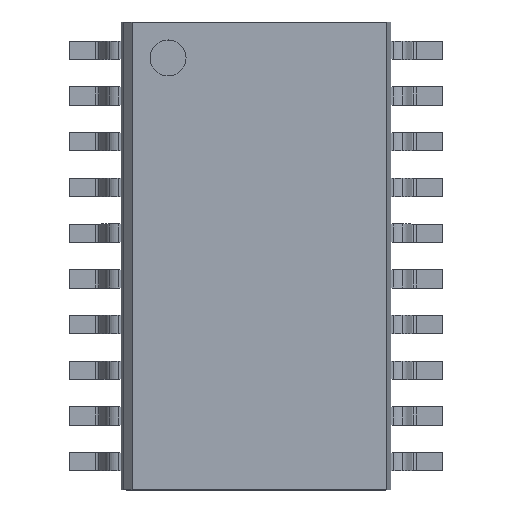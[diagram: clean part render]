
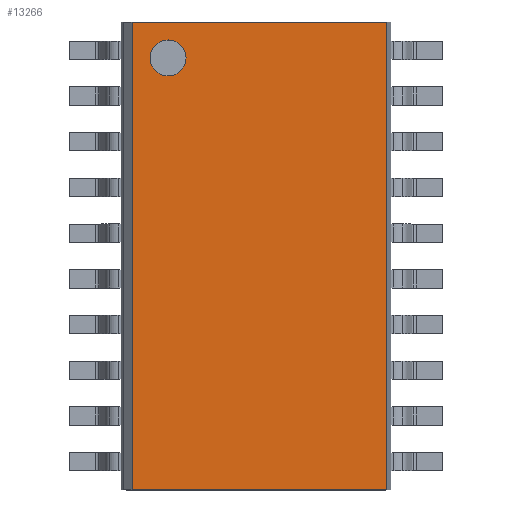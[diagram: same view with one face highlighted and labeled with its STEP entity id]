
A CAD part, top view. The second image highlights one B-rep face of the part: STEP entity #13266.
In plain terms, the highlighted planar face has unit normal (0, 0, 1).
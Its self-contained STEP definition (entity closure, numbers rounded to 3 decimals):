
#13021=CARTESIAN_POINT('',(-1.943,5.5,1.68));
#13022=VERTEX_POINT('',#13021);
#13038=CARTESIAN_POINT('',(-2.943,5.5,1.68));
#13039=VERTEX_POINT('',#13038);
#13046=CARTESIAN_POINT('',(-2.443,5.5,1.68));
#13047=DIRECTION('',(0.0,0.0,-1.0));
#13048=DIRECTION('',(1.0,0.0,0.0));
#13049=AXIS2_PLACEMENT_3D('',#13046,#13047,#13048);
#13050=CIRCLE('',#13049,0.5);
#13051=EDGE_CURVE('',#13022,#13039,#13050,.T.);
#13062=CARTESIAN_POINT('',(-2.443,5.5,1.68));
#13063=DIRECTION('',(0.0,0.0,-1.0));
#13064=DIRECTION('',(1.0,0.0,0.0));
#13065=AXIS2_PLACEMENT_3D('',#13062,#13063,#13064);
#13066=CIRCLE('',#13065,0.5);
#13067=EDGE_CURVE('',#13039,#13022,#13066,.T.);
#13206=CARTESIAN_POINT('',(-3.443,-6.5,1.68));
#13207=VERTEX_POINT('',#13206);
#13214=CARTESIAN_POINT('',(-3.443,6.5,1.68));
#13215=VERTEX_POINT('',#13214);
#13216=CARTESIAN_POINT('',(-3.443,6.5,1.68));
#13217=DIRECTION('',(0.0,-1.0,0.0));
#13218=VECTOR('',#13217,13.0);
#13219=LINE('',#13216,#13218);
#13220=EDGE_CURVE('',#13215,#13207,#13219,.T.);
#13232=CARTESIAN_POINT('',(-3.443,7.8,1.68));
#13233=DIRECTION('',(0.0,0.0,1.0));
#13234=DIRECTION('',(1.0,0.0,0.0));
#13235=AXIS2_PLACEMENT_3D('',#13232,#13233,#13234);
#13236=PLANE('',#13235);
#13237=CARTESIAN_POINT('',(3.637,-6.5,1.68));
#13238=VERTEX_POINT('',#13237);
#13239=CARTESIAN_POINT('',(-3.443,-6.5,1.68));
#13240=DIRECTION('',(1.0,0.0,0.0));
#13241=VECTOR('',#13240,7.08);
#13242=LINE('',#13239,#13241);
#13243=EDGE_CURVE('',#13207,#13238,#13242,.T.);
#13244=ORIENTED_EDGE('',*,*,#13243,.T.);
#13245=CARTESIAN_POINT('',(3.637,6.5,1.68));
#13246=VERTEX_POINT('',#13245);
#13247=CARTESIAN_POINT('',(3.637,6.5,1.68));
#13248=DIRECTION('',(0.0,-1.0,0.0));
#13249=VECTOR('',#13248,13.0);
#13250=LINE('',#13247,#13249);
#13251=EDGE_CURVE('',#13246,#13238,#13250,.T.);
#13252=ORIENTED_EDGE('',*,*,#13251,.F.);
#13253=CARTESIAN_POINT('',(-3.443,6.5,1.68));
#13254=DIRECTION('',(1.0,0.0,0.0));
#13255=VECTOR('',#13254,7.08);
#13256=LINE('',#13253,#13255);
#13257=EDGE_CURVE('',#13215,#13246,#13256,.T.);
#13258=ORIENTED_EDGE('',*,*,#13257,.F.);
#13259=ORIENTED_EDGE('',*,*,#13220,.T.);
#13260=EDGE_LOOP('',(#13244,#13252,#13258,#13259));
#13261=FACE_OUTER_BOUND('',#13260,.T.);
#13262=ORIENTED_EDGE('',*,*,#13051,.T.);
#13263=ORIENTED_EDGE('',*,*,#13067,.T.);
#13264=EDGE_LOOP('',(#13262,#13263));
#13265=FACE_BOUND('',#13264,.T.);
#13266=ADVANCED_FACE('',(#13261,#13265),#13236,.T.);
